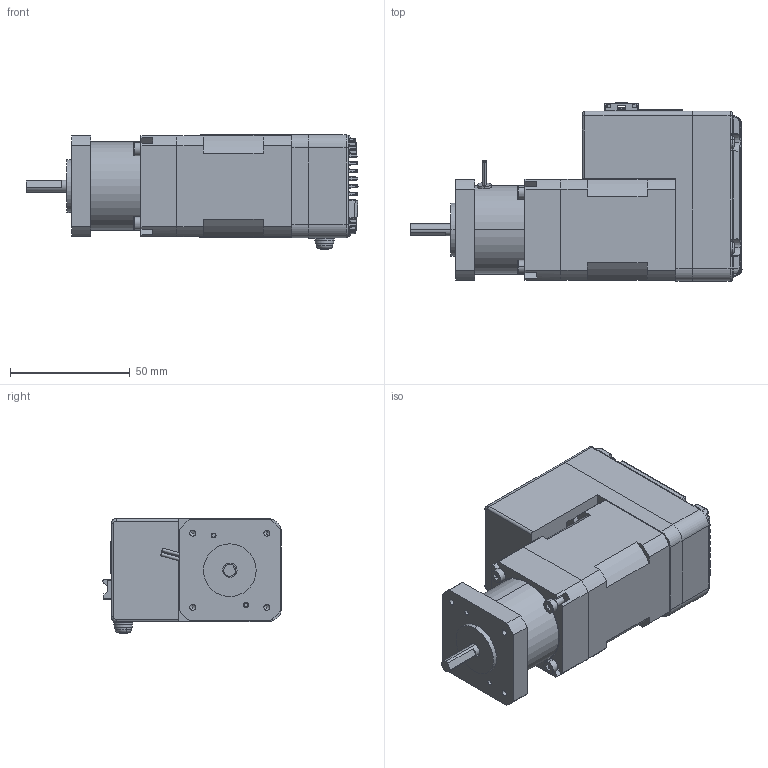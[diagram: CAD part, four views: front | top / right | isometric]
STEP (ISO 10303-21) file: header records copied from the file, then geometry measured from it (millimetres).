
FILE_DESCRIPTION (( 'STEP AP203' ), '1' );
FILE_NAME ('P11A-MO-042-05-R01.STEP', '2020-04-28T11:27:30', ( '' ), ( '' ), 'SwSTEP 2.0', 'SolidWorks 2018', '' );
FILE_SCHEMA (( 'CONFIG_CONTROL_DESIGN' ));
Length unit declared in the file: millimetre
Products named in the file (32): 瞪錳薄樓醴喀攪-3; pan cross head_ks_KS 1023 PC- M3 x 25-N; 瞪錳薄樓醴喀攪-2; 42EC-PCB1-01; 5016451220; sams; 42EC-PCB4-03; P119-MO-042-05-R01; 09455511103_100183220MOD000B; pan cross head_ks_KS 1023 PC- M3 x 20-N; 20R-JMCS-G-B-TF(NSA); 877601016; 42EC-PCB2-01; 791091004; BXW-01-10-89_3D; P11A-MO-042-05-R01; 瞪錳蕾樓攪喀攪; M117-MO-042-03-R01_湀_; M119-EC-042-02-R02; 20PS-JMCS-G-1B-TF(N); M119-EC-042-04-R00; small circular plain washer_jis_JIS B 1256 Small circular 4; KMG; 瞪錳薄樓醴喀攪-1; 瞪錳薄樓醴喀攪-4; spring lock washer_2_jis_JIS B 1251 No.2 4; 42EC-PCB5-03; 瞪錳薄樓醴喀攪-5; M119-EC-042-01-R00; pan cross head_ks_KS 1023 PC- M4 x 6-N; M119-EC-042-05-R00; socket head cap screw_ks_KS 1003 - M3 x 20 x 20-N
Assembly tree (41 placements, depth 4):
  P11A-MO-042-05-R01
    BXW-01-10-89_3D
    socket head cap screw_ks_KS 1003 - M3 x 20 x 20-N  x4
    P119-MO-042-05-R01
      M119-EC-042-02-R02
      pan cross head_ks_KS 1023 PC- M3 x 20-N  x2
      pan cross head_ks_KS 1023 PC- M3 x 25-N  x2
      42EC-PCB5-03
      42EC-PCB1-01
      M119-EC-042-01-R00
      M119-EC-042-04-R00
      42EC-PCB2-01
      瞪錳蕾樓攪喀攪
        瞪錳薄樓醴喀攪-1
        瞪錳薄樓醴喀攪-2
        瞪錳薄樓醴喀攪-3
        瞪錳薄樓醴喀攪-4
        瞪錳薄樓醴喀攪-5
      09455511103_100183220MOD000B  x2
      5016451220
      42EC-PCB4-03
      20PS-JMCS-G-1B-TF(N)  x2
      20R-JMCS-G-B-TF(NSA)  x2
      KMG
      791091004  x2
      877601016  x2
      M119-EC-042-05-R00
      M117-MO-042-03-R01_湀_
      sams
        small circular plain washer_jis_JIS B 1256 Small circular 4
        spring lock washer_2_jis_JIS B 1251 No.2 4
        pan cross head_ks_KS 1023 PC- M4 x 6-N
Bounding box: 138.6 x 74.6 x 47.84 mm (x, y, z)
Volume: 192844.9 mm3; surface area: 109557.1 mm2
Topology: 49 solids, 49 shells, 6015 faces, 16036 edges, 10198 vertices
Faces by surface type: plane 4167, cylinder 1301, bspline 253, cone 138, torus 81, sphere 75
Entity records: 134736 total; most frequent: CARTESIAN_POINT 30318, ORIENTED_EDGE 21546, DIRECTION 20196, EDGE_CURVE 10773, VECTOR 7758, LINE 7758, VERTEX_POINT 6842, AXIS2_PLACEMENT_3D 6219
